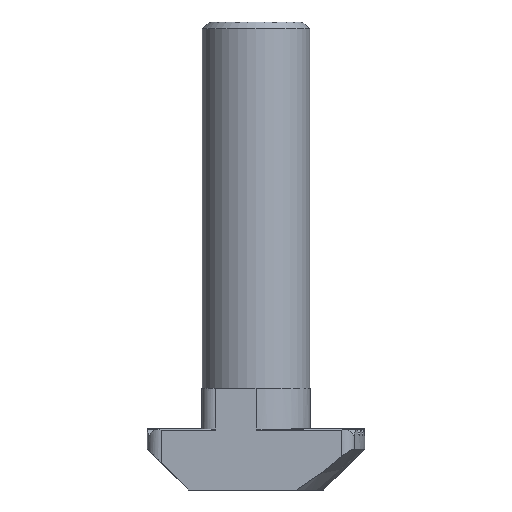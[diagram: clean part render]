
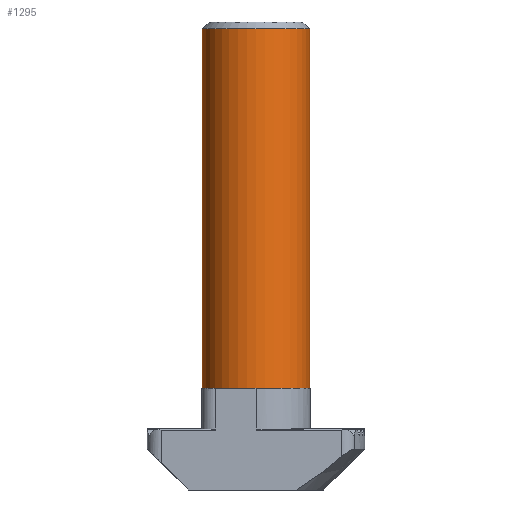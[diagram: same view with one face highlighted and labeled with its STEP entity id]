
A CAD part, front view. The second image highlights one B-rep face of the part: STEP entity #1295.
In plain terms, the highlighted cylindrical face has radius 3.95 mm (diameter 7.9 mm), a partial arc.
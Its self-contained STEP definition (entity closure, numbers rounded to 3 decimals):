
#97 = CYLINDRICAL_SURFACE ( 'NONE', #2292, 3.95 ) ;
#182 = ORIENTED_EDGE ( 'NONE', *, *, #2310, .T. ) ;
#246 = DIRECTION ( 'NONE',  ( -1., 0., 0. ) ) ;
#299 = VERTEX_POINT ( 'NONE', #1693 ) ;
#329 = AXIS2_PLACEMENT_3D ( 'NONE', #2275, #886, #2504 ) ;
#573 = CIRCLE ( 'NONE', #329, 3.95 ) ;
#639 = CARTESIAN_POINT ( 'NONE',  ( -3.95, 0., 7.5 ) ) ;
#809 = DIRECTION ( 'NONE',  ( -1., 0., 0. ) ) ;
#886 = DIRECTION ( 'NONE',  ( 0., 0., -1. ) ) ;
#936 = CARTESIAN_POINT ( 'NONE',  ( 0., 0., -0.769 ) ) ;
#1016 = LINE ( 'NONE', #2326, #2784 ) ;
#1017 = ORIENTED_EDGE ( 'NONE', *, *, #1914, .T. ) ;
#1114 = CIRCLE ( 'NONE', #2397, 3.95 ) ;
#1249 = CARTESIAN_POINT ( 'NONE',  ( -3.95, 0., 34. ) ) ;
#1295 = ADVANCED_FACE ( 'NONE', ( #2609 ), #97, .T. ) ;
#1300 = EDGE_LOOP ( 'NONE', ( #1762, #182, #1722, #1017 ) ) ;
#1350 = CARTESIAN_POINT ( 'NONE',  ( 3.95, 0., 34. ) ) ;
#1475 = DIRECTION ( 'NONE',  ( 0., 0., -1. ) ) ;
#1615 = DIRECTION ( 'NONE',  ( 0., 0., 1. ) ) ;
#1693 = CARTESIAN_POINT ( 'NONE',  ( 3.95, 0., 7.5 ) ) ;
#1722 = ORIENTED_EDGE ( 'NONE', *, *, #2803, .T. ) ;
#1762 = ORIENTED_EDGE ( 'NONE', *, *, #2646, .F. ) ;
#1823 = VECTOR ( 'NONE', #2511, 1000. ) ;
#1914 = EDGE_CURVE ( 'NONE', #2739, #299, #1114, .T. ) ;
#2052 = CARTESIAN_POINT ( 'NONE',  ( -3.95, 0., -0.769 ) ) ;
#2275 = CARTESIAN_POINT ( 'NONE',  ( 0., 0., 34. ) ) ;
#2292 = AXIS2_PLACEMENT_3D ( 'NONE', #936, #1475, #809 ) ;
#2310 = EDGE_CURVE ( 'NONE', #2315, #3030, #573, .T. ) ;
#2315 = VERTEX_POINT ( 'NONE', #1350 ) ;
#2326 = CARTESIAN_POINT ( 'NONE',  ( 3.95, 0., -0.769 ) ) ;
#2397 = AXIS2_PLACEMENT_3D ( 'NONE', #2811, #1615, #246 ) ;
#2504 = DIRECTION ( 'NONE',  ( -1., 0., 0. ) ) ;
#2511 = DIRECTION ( 'NONE',  ( 0., 0., -1. ) ) ;
#2609 = FACE_OUTER_BOUND ( 'NONE', #1300, .T. ) ;
#2646 = EDGE_CURVE ( 'NONE', #2315, #299, #1016, .T. ) ;
#2739 = VERTEX_POINT ( 'NONE', #639 ) ;
#2784 = VECTOR ( 'NONE', #2986, 1000. ) ;
#2803 = EDGE_CURVE ( 'NONE', #3030, #2739, #3015, .T. ) ;
#2811 = CARTESIAN_POINT ( 'NONE',  ( 0., 0., 7.5 ) ) ;
#2986 = DIRECTION ( 'NONE',  ( 0., 0., -1. ) ) ;
#3015 = LINE ( 'NONE', #2052, #1823 ) ;
#3030 = VERTEX_POINT ( 'NONE', #1249 ) ;
